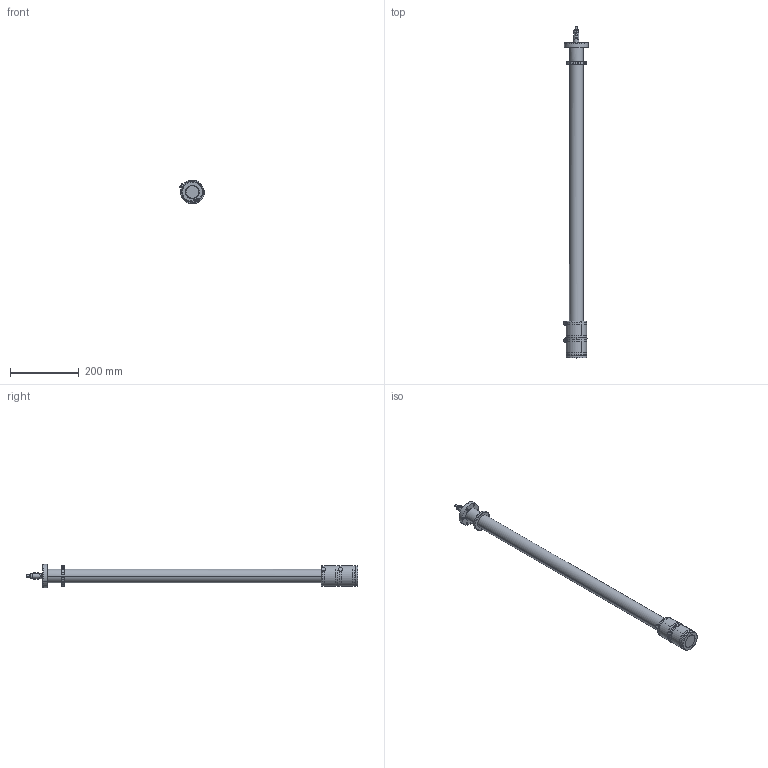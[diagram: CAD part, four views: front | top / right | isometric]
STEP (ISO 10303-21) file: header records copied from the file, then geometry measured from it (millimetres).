
FILE_DESCRIPTION(('CATIA V5 STEP Exchange','CAx-IF Rec.Pracs.--- Model Styling and Organization---1.2---2011-12-15'),'2;1');
FILE_NAME('RMJG40-0750-0050.stp','2020-03-03T14:54:05+00:00',('none'),('none'),'CATIA Version 5 Release 21 SP 6 (IN-10)','CATIA V5 STEP AP214','none');
FILE_SCHEMA(('AUTOMOTIVE_DESIGN { 1 0 10303 214 1 1 1 1 }'));
Length unit declared in the file: millimetre
Products named in the file (1): RMJG40-0750-0050
Bounding box: 71.52 x 969.39 x 69.49 mm (x, y, z)
Volume: 378896.9 mm3; surface area: 375498.7 mm2
Topology: 2 solids, 37 shells, 1198 faces, 3071 edges, 1891 vertices
Faces by surface type: cylinder 430, plane 426, cone 240, torus 68, sphere 34
Entity records: 35169 total; most frequent: CARTESIAN_POINT 8629, ORIENTED_EDGE 6078, DIRECTION 3888, EDGE_CURVE 3039, AXIS2_PLACEMENT_3D 1936, VERTEX_POINT 1891, EDGE_LOOP 1350, VECTOR 1317
